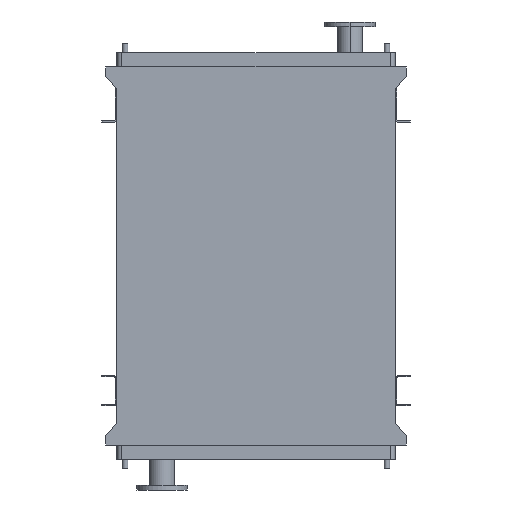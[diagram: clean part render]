
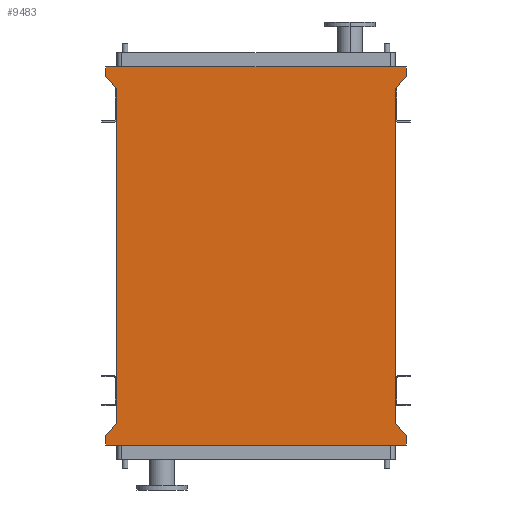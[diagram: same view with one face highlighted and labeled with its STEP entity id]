
A CAD part, front view. The second image highlights one B-rep face of the part: STEP entity #9483.
In plain terms, the highlighted planar face has unit normal (0, -1, 0).
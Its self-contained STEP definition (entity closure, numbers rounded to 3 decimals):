
#174 = VERTEX_POINT ( 'NONE', #10022 ) ;
#375 = VECTOR ( 'NONE', #1584, 1000. ) ;
#438 = CARTESIAN_POINT ( 'NONE',  ( -651., 0., -1545. ) ) ;
#474 = EDGE_CURVE ( 'NONE', #11897, #4961, #6345, .T. ) ;
#691 = ORIENTED_EDGE ( 'NONE', *, *, #2771, .F. ) ;
#1030 = VERTEX_POINT ( 'NONE', #10470 ) ;
#1193 = ORIENTED_EDGE ( 'NONE', *, *, #3688, .F. ) ;
#1541 = VECTOR ( 'NONE', #4916, 1000. ) ;
#1584 = DIRECTION ( 'NONE',  ( 0.655, 0., 0.755 ) ) ;
#1649 = VECTOR ( 'NONE', #10434, 1000. ) ;
#1687 = DIRECTION ( 'NONE',  ( -0.655, 0., 0.755 ) ) ;
#1807 = DIRECTION ( 'NONE',  ( 0., 0., 1. ) ) ;
#1814 = ORIENTED_EDGE ( 'NONE', *, *, #11379, .F. ) ;
#1933 = DIRECTION ( 'NONE',  ( 0., 0., 1. ) ) ;
#1962 = ORIENTED_EDGE ( 'NONE', *, *, #11337, .F. ) ;
#1973 = ORIENTED_EDGE ( 'NONE', *, *, #12739, .F. ) ;
#2030 = EDGE_CURVE ( 'NONE', #12592, #11021, #13920, .T. ) ;
#2066 = CARTESIAN_POINT ( 'NONE',  ( -651., 0., 95. ) ) ;
#2114 = DIRECTION ( 'NONE',  ( 0., 0., -1. ) ) ;
#2444 = ORIENTED_EDGE ( 'NONE', *, *, #2030, .F. ) ;
#2540 = ORIENTED_EDGE ( 'NONE', *, *, #6589, .F. ) ;
#2623 = CARTESIAN_POINT ( 'NONE',  ( 605., 0., -1450. ) ) ;
#2704 = CARTESIAN_POINT ( 'NONE',  ( -651., 0., 95. ) ) ;
#2771 = EDGE_CURVE ( 'NONE', #13582, #1030, #11602, .T. ) ;
#2777 = LINE ( 'NONE', #5144, #1649 ) ;
#2828 = LINE ( 'NONE', #10631, #13069 ) ;
#3034 = VECTOR ( 'NONE', #9448, 1000. ) ;
#3434 = VERTEX_POINT ( 'NONE', #9587 ) ;
#3688 = EDGE_CURVE ( 'NONE', #1030, #13969, #6979, .T. ) ;
#3982 = CARTESIAN_POINT ( 'NONE',  ( -651., 0., -1545. ) ) ;
#4472 = CARTESIAN_POINT ( 'NONE',  ( -605., 0., -1450. ) ) ;
#4623 = VECTOR ( 'NONE', #1807, 1000. ) ;
#4916 = DIRECTION ( 'NONE',  ( 0., 0., 1. ) ) ;
#4961 = VERTEX_POINT ( 'NONE', #12309 ) ;
#4982 = LINE ( 'NONE', #5267, #11912 ) ;
#5075 = LINE ( 'NONE', #11735, #3034 ) ;
#5144 = CARTESIAN_POINT ( 'NONE',  ( -651., 0., -1503. ) ) ;
#5267 = CARTESIAN_POINT ( 'NONE',  ( 651., 0., 53. ) ) ;
#5399 = DIRECTION ( 'NONE',  ( 0., -1., 0. ) ) ;
#5772 = CARTESIAN_POINT ( 'NONE',  ( -605., 0., -1450. ) ) ;
#6216 = VECTOR ( 'NONE', #14016, 1000. ) ;
#6230 = VECTOR ( 'NONE', #2114, 1000. ) ;
#6282 = ORIENTED_EDGE ( 'NONE', *, *, #474, .T. ) ;
#6345 = LINE ( 'NONE', #9578, #6977 ) ;
#6463 = DIRECTION ( 'NONE',  ( 0., 0., -1. ) ) ;
#6589 = EDGE_CURVE ( 'NONE', #11021, #4961, #4982, .T. ) ;
#6977 = VECTOR ( 'NONE', #1933, 1000. ) ;
#6979 = LINE ( 'NONE', #5772, #1541 ) ;
#7122 = VECTOR ( 'NONE', #11254, 1000. ) ;
#7137 = EDGE_CURVE ( 'NONE', #13969, #174, #2828, .T. ) ;
#7460 = EDGE_CURVE ( 'NONE', #11897, #3434, #5075, .T. ) ;
#7468 = CARTESIAN_POINT ( 'NONE',  ( 651., 0., 53. ) ) ;
#7694 = LINE ( 'NONE', #11904, #6230 ) ;
#7846 = ORIENTED_EDGE ( 'NONE', *, *, #9520, .F. ) ;
#8128 = VECTOR ( 'NONE', #13132, 1000. ) ;
#8392 = LINE ( 'NONE', #12746, #4623 ) ;
#8417 = EDGE_LOOP ( 'NONE', ( #6282, #2540, #2444, #1814, #8577, #8445, #1193, #691, #1962, #1973, #7846, #9498 ) ) ;
#8445 = ORIENTED_EDGE ( 'NONE', *, *, #7137, .F. ) ;
#8577 = ORIENTED_EDGE ( 'NONE', *, *, #12892, .F. ) ;
#9226 = LINE ( 'NONE', #2704, #6216 ) ;
#9386 = CARTESIAN_POINT ( 'NONE',  ( -605., 0., 0. ) ) ;
#9448 = DIRECTION ( 'NONE',  ( 0.655, 0., -0.755 ) ) ;
#9483 = ADVANCED_FACE ( 'NONE', ( #12983 ), #9834, .T. ) ;
#9498 = ORIENTED_EDGE ( 'NONE', *, *, #7460, .F. ) ;
#9520 = EDGE_CURVE ( 'NONE', #3434, #10183, #7694, .T. ) ;
#9578 = CARTESIAN_POINT ( 'NONE',  ( 605., 0., -1450. ) ) ;
#9587 = CARTESIAN_POINT ( 'NONE',  ( 651., 0., -1503. ) ) ;
#9834 = PLANE ( 'NONE',  #11944 ) ;
#10022 = CARTESIAN_POINT ( 'NONE',  ( -651., 0., 53. ) ) ;
#10183 = VERTEX_POINT ( 'NONE', #11523 ) ;
#10241 = LINE ( 'NONE', #438, #7122 ) ;
#10434 = DIRECTION ( 'NONE',  ( 0., 0., 1. ) ) ;
#10470 = CARTESIAN_POINT ( 'NONE',  ( -605., 0., -1450. ) ) ;
#10631 = CARTESIAN_POINT ( 'NONE',  ( -605., 0., 0. ) ) ;
#11021 = VERTEX_POINT ( 'NONE', #7468 ) ;
#11254 = DIRECTION ( 'NONE',  ( -1., 0., 0. ) ) ;
#11337 = EDGE_CURVE ( 'NONE', #11476, #13582, #2777, .T. ) ;
#11379 = EDGE_CURVE ( 'NONE', #11414, #12592, #9226, .T. ) ;
#11414 = VERTEX_POINT ( 'NONE', #2066 ) ;
#11476 = VERTEX_POINT ( 'NONE', #3982 ) ;
#11523 = CARTESIAN_POINT ( 'NONE',  ( 651., 0., -1545. ) ) ;
#11602 = LINE ( 'NONE', #12453, #375 ) ;
#11735 = CARTESIAN_POINT ( 'NONE',  ( 651., 0., -1503. ) ) ;
#11839 = CARTESIAN_POINT ( 'NONE',  ( -651., 0., -1503. ) ) ;
#11897 = VERTEX_POINT ( 'NONE', #2623 ) ;
#11904 = CARTESIAN_POINT ( 'NONE',  ( 651., 0., -1545. ) ) ;
#11912 = VECTOR ( 'NONE', #12706, 1000. ) ;
#11944 = AXIS2_PLACEMENT_3D ( 'NONE', #4472, #5399, #6463 ) ;
#12113 = CARTESIAN_POINT ( 'NONE',  ( 651., 0., 95. ) ) ;
#12309 = CARTESIAN_POINT ( 'NONE',  ( 605., 0., 0. ) ) ;
#12453 = CARTESIAN_POINT ( 'NONE',  ( -605., 0., -1450. ) ) ;
#12592 = VERTEX_POINT ( 'NONE', #12113 ) ;
#12706 = DIRECTION ( 'NONE',  ( -0.655, 0., -0.755 ) ) ;
#12739 = EDGE_CURVE ( 'NONE', #10183, #11476, #10241, .T. ) ;
#12746 = CARTESIAN_POINT ( 'NONE',  ( -651., 0., 53. ) ) ;
#12892 = EDGE_CURVE ( 'NONE', #174, #11414, #8392, .T. ) ;
#12983 = FACE_OUTER_BOUND ( 'NONE', #8417, .T. ) ;
#12991 = CARTESIAN_POINT ( 'NONE',  ( 651., 0., 95. ) ) ;
#13069 = VECTOR ( 'NONE', #1687, 1000. ) ;
#13132 = DIRECTION ( 'NONE',  ( 0., 0., -1. ) ) ;
#13582 = VERTEX_POINT ( 'NONE', #11839 ) ;
#13920 = LINE ( 'NONE', #12991, #8128 ) ;
#13969 = VERTEX_POINT ( 'NONE', #9386 ) ;
#14016 = DIRECTION ( 'NONE',  ( 1., 0., 0. ) ) ;
